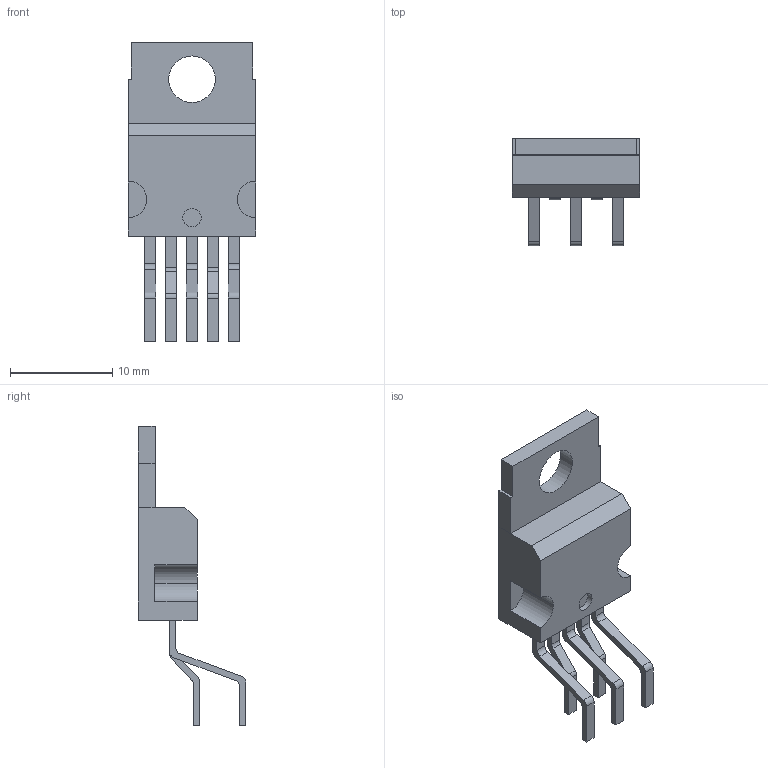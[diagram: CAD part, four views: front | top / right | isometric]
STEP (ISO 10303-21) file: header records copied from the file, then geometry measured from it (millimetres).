
FILE_DESCRIPTION(('FreeCAD Model'),'2;1');
FILE_NAME('x_TDA.step', '2017-07-30T21:00:39',('kicad StepUp'),('ksu MCAD'), 'Open CASCADE STEP processor 6.8','FreeCAD','Unknown');
FILE_SCHEMA(('AUTOMOTIVE_DESIGN_CC2 { 1 2 10303 214 -1 1 5 4 }'));
Length unit declared in the file: millimetre
Products named in the file (2): ASSEMBLY; x_TDA
Assembly tree (1 placements, depth 2):
  ASSEMBLY
    x_TDA
Bounding box: 12.48 x 10.5 x 29.28 mm (x, y, z)
Volume: 917 mm3; surface area: 993.1 mm2
Topology: 1 solids, 1 shells, 89 faces, 239 edges, 158 vertices
Faces by surface type: plane 64, cylinder 25
Full cylindrical faces by diameter (mm): 1.8 x1, 4.56 x1
Entity records: 3429 total; most frequent: CARTESIAN_POINT 488, ORIENTED_EDGE 478, DIRECTION 471, EDGE_CURVE 239, LINE 189, VECTOR 189, VERTEX_POINT 158, AXIS2_PLACEMENT_3D 141
